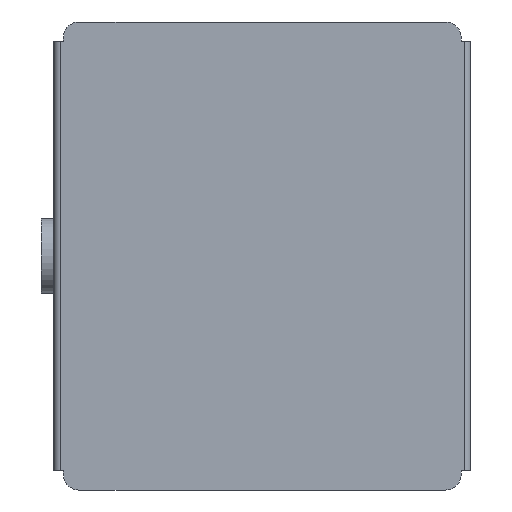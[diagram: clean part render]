
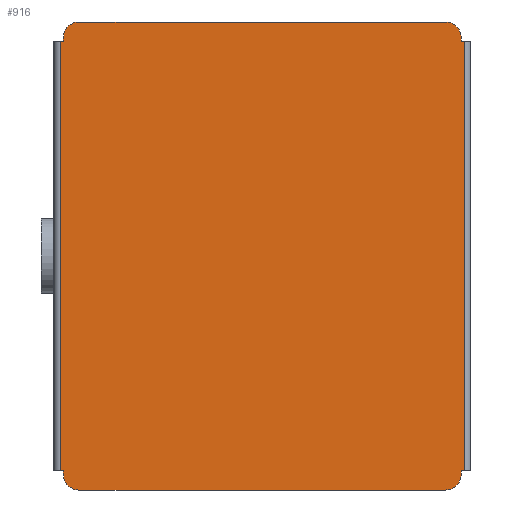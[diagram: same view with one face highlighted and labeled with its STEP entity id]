
A CAD part, front view. The second image highlights one B-rep face of the part: STEP entity #916.
In plain terms, the highlighted face is planar.
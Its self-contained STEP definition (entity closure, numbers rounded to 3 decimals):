
#76=CIRCLE('',#1020,10.);
#77=CIRCLE('',#1021,10.);
#78=CIRCLE('',#1022,10.);
#79=CIRCLE('',#1023,10.);
#252=ORIENTED_EDGE('',*,*,#415,.T.);
#253=ORIENTED_EDGE('',*,*,#388,.F.);
#254=ORIENTED_EDGE('',*,*,#464,.T.);
#255=ORIENTED_EDGE('',*,*,#398,.T.);
#256=ORIENTED_EDGE('',*,*,#450,.T.);
#257=ORIENTED_EDGE('',*,*,#465,.T.);
#258=ORIENTED_EDGE('',*,*,#453,.T.);
#259=ORIENTED_EDGE('',*,*,#466,.T.);
#260=ORIENTED_EDGE('',*,*,#448,.T.);
#261=ORIENTED_EDGE('',*,*,#421,.F.);
#262=ORIENTED_EDGE('',*,*,#467,.T.);
#263=ORIENTED_EDGE('',*,*,#431,.T.);
#264=ORIENTED_EDGE('',*,*,#457,.T.);
#265=ORIENTED_EDGE('',*,*,#468,.T.);
#266=ORIENTED_EDGE('',*,*,#462,.T.);
#267=ORIENTED_EDGE('',*,*,#469,.T.);
#388=EDGE_CURVE('',#508,#509,#595,.T.);
#398=EDGE_CURVE('',#519,#518,#603,.T.);
#415=EDGE_CURVE('',#529,#509,#615,.T.);
#421=EDGE_CURVE('',#534,#535,#620,.T.);
#431=EDGE_CURVE('',#545,#544,#628,.T.);
#448=EDGE_CURVE('',#555,#535,#640,.T.);
#450=EDGE_CURVE('',#518,#556,#642,.T.);
#453=EDGE_CURVE('',#558,#559,#645,.T.);
#457=EDGE_CURVE('',#544,#562,#649,.T.);
#462=EDGE_CURVE('',#567,#566,#654,.T.);
#464=EDGE_CURVE('',#508,#519,#656,.T.);
#465=EDGE_CURVE('',#556,#558,#76,.T.);
#466=EDGE_CURVE('',#559,#555,#77,.T.);
#467=EDGE_CURVE('',#534,#545,#657,.T.);
#468=EDGE_CURVE('',#562,#567,#78,.T.);
#469=EDGE_CURVE('',#566,#529,#79,.T.);
#508=VERTEX_POINT('',#1401);
#509=VERTEX_POINT('',#1403);
#518=VERTEX_POINT('',#1422);
#519=VERTEX_POINT('',#1424);
#529=VERTEX_POINT('',#1455);
#534=VERTEX_POINT('',#1466);
#535=VERTEX_POINT('',#1468);
#544=VERTEX_POINT('',#1487);
#545=VERTEX_POINT('',#1489);
#555=VERTEX_POINT('',#1520);
#556=VERTEX_POINT('',#1524);
#558=VERTEX_POINT('',#1530);
#559=VERTEX_POINT('',#1531);
#562=VERTEX_POINT('',#1539);
#566=VERTEX_POINT('',#1548);
#567=VERTEX_POINT('',#1550);
#595=LINE('',#1402,#691);
#603=LINE('',#1423,#699);
#615=LINE('',#1454,#711);
#620=LINE('',#1467,#716);
#628=LINE('',#1488,#724);
#640=LINE('',#1519,#736);
#642=LINE('',#1523,#738);
#645=LINE('',#1529,#741);
#649=LINE('',#1538,#745);
#654=LINE('',#1549,#750);
#656=LINE('',#1553,#752);
#657=LINE('',#1556,#753);
#691=VECTOR('',#1133,1000.);
#699=VECTOR('',#1147,1000.);
#711=VECTOR('',#1177,1000.);
#716=VECTOR('',#1186,1000.);
#724=VECTOR('',#1200,1000.);
#736=VECTOR('',#1230,1000.);
#738=VECTOR('',#1234,1000.);
#741=VECTOR('',#1239,1000.);
#745=VECTOR('',#1245,1000.);
#750=VECTOR('',#1252,1000.);
#752=VECTOR('',#1256,1000.);
#753=VECTOR('',#1261,1000.);
#790=EDGE_LOOP('',(#252,#253,#254,#255,#256,#257,#258,#259,#260,#261,#262,
#263,#264,#265,#266,#267));
#838=FACE_BOUND('',#790,.T.);
#880=PLANE('',#1019);
#916=ADVANCED_FACE('',(#838),#880,.T.);
#1019=AXIS2_PLACEMENT_3D('',#1552,#1254,#1255);
#1020=AXIS2_PLACEMENT_3D('',#1554,#1257,#1258);
#1021=AXIS2_PLACEMENT_3D('',#1555,#1259,#1260);
#1022=AXIS2_PLACEMENT_3D('',#1557,#1262,#1263);
#1023=AXIS2_PLACEMENT_3D('',#1558,#1264,#1265);
#1133=DIRECTION('',(1.,0.,0.));
#1147=DIRECTION('',(1.,0.,0.));
#1177=DIRECTION('',(0.,1.,0.));
#1186=DIRECTION('',(-1.,0.,0.));
#1200=DIRECTION('',(-1.,0.,0.));
#1230=DIRECTION('',(0.,-1.,0.));
#1234=DIRECTION('',(0.,1.,0.));
#1239=DIRECTION('',(1.,0.,0.));
#1245=DIRECTION('',(0.,-1.,0.));
#1252=DIRECTION('',(-1.,0.,0.));
#1254=DIRECTION('',(0.,0.,-1.));
#1255=DIRECTION('',(-1.,0.,0.));
#1256=DIRECTION('',(0.,1.,0.));
#1257=DIRECTION('',(0.,0.,-1.));
#1258=DIRECTION('',(-1.,0.,0.));
#1259=DIRECTION('',(0.,0.,-1.));
#1260=DIRECTION('',(-1.,0.,0.));
#1261=DIRECTION('',(0.,-1.,0.));
#1262=DIRECTION('',(0.,0.,-1.));
#1263=DIRECTION('',(-1.,0.,0.));
#1264=DIRECTION('',(0.,0.,-1.));
#1265=DIRECTION('',(-1.,0.,0.));
#1401=CARTESIAN_POINT('',(-129.5,-137.5,-3.));
#1402=CARTESIAN_POINT('',(-129.5,-137.5,-3.));
#1403=CARTESIAN_POINT('',(-127.5,-137.5,-3.));
#1422=CARTESIAN_POINT('',(-127.5,137.5,-3.));
#1423=CARTESIAN_POINT('',(-129.5,137.5,-3.));
#1424=CARTESIAN_POINT('',(-129.5,137.5,-3.));
#1454=CARTESIAN_POINT('',(-127.5,-150.,-3.));
#1455=CARTESIAN_POINT('',(-127.5,-140.,-3.));
#1466=CARTESIAN_POINT('',(129.5,137.5,-3.));
#1467=CARTESIAN_POINT('',(129.5,137.5,-3.));
#1468=CARTESIAN_POINT('',(127.5,137.5,-3.));
#1487=CARTESIAN_POINT('',(127.5,-137.5,-3.));
#1488=CARTESIAN_POINT('',(129.5,-137.5,-3.));
#1489=CARTESIAN_POINT('',(129.5,-137.5,-3.));
#1519=CARTESIAN_POINT('',(127.5,150.,-3.));
#1520=CARTESIAN_POINT('',(127.5,140.,-3.));
#1523=CARTESIAN_POINT('',(-127.5,-150.,-3.));
#1524=CARTESIAN_POINT('',(-127.5,140.,-3.));
#1529=CARTESIAN_POINT('',(-127.5,150.,-3.));
#1530=CARTESIAN_POINT('',(-117.5,150.,-3.));
#1531=CARTESIAN_POINT('',(117.5,150.,-3.));
#1538=CARTESIAN_POINT('',(127.5,150.,-3.));
#1539=CARTESIAN_POINT('',(127.5,-140.,-3.));
#1548=CARTESIAN_POINT('',(-117.5,-150.,-3.));
#1549=CARTESIAN_POINT('',(127.5,-150.,-3.));
#1550=CARTESIAN_POINT('',(117.5,-150.,-3.));
#1552=CARTESIAN_POINT('',(0.,0.,-3.));
#1553=CARTESIAN_POINT('',(-129.5,-137.5,-3.));
#1554=CARTESIAN_POINT('',(-117.5,140.,-3.));
#1555=CARTESIAN_POINT('',(117.5,140.,-3.));
#1556=CARTESIAN_POINT('',(129.5,137.5,-3.));
#1557=CARTESIAN_POINT('',(117.5,-140.,-3.));
#1558=CARTESIAN_POINT('',(-117.5,-140.,-3.));
